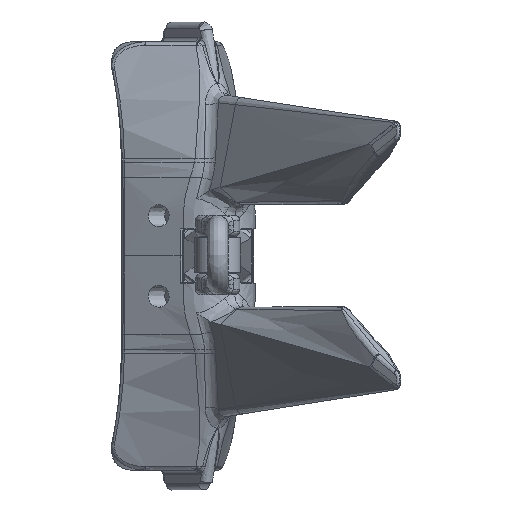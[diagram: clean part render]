
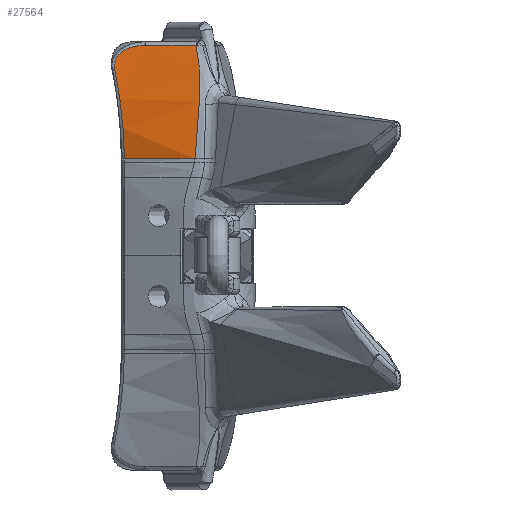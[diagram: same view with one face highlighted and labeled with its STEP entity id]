
A CAD part, top view. The second image highlights one B-rep face of the part: STEP entity #27564.
In plain terms, the highlighted free-form (B-spline) face has degree [5, 1] with [18, 2] control points.
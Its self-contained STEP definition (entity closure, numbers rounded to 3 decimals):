
#26454 = VERTEX_POINT('',#26455);
#26455 = CARTESIAN_POINT('',(-36.001,155.329,
    39.622));
#27564 = ADVANCED_FACE('',(#27565),#27647,.T.);
#27565 = FACE_BOUND('',#27566,.T.);
#27566 = EDGE_LOOP('',(#27567,#27574,#27594,#27603,#27626));
#27567 = ORIENTED_EDGE('',*,*,#27568,.F.);
#27568 = EDGE_CURVE('',#26454,#27569,#27571,.T.);
#27569 = VERTEX_POINT('',#27570);
#27570 = CARTESIAN_POINT('',(-148.967,155.329,
    -12.981));
#27571 = B_SPLINE_CURVE_WITH_KNOTS('',1,(#27572,#27573),.UNSPECIFIED.,
  .F.,.F.,(2,2),(-58.855,49.468),
  .PIECEWISE_BEZIER_KNOTS.);
#27572 = CARTESIAN_POINT('',(-36.001,155.329,
    39.622));
#27573 = CARTESIAN_POINT('',(-148.967,155.329,
    -12.981));
#27574 = ORIENTED_EDGE('',*,*,#27575,.T.);
#27575 = EDGE_CURVE('',#26454,#27576,#27578,.T.);
#27576 = VERTEX_POINT('',#27577);
#27577 = CARTESIAN_POINT('',(-34.427,336.321,
    -13.583));
#27578 = B_SPLINE_CURVE_WITH_KNOTS('',5,(#27579,#27580,#27581,#27582,
    #27583,#27584,#27585,#27586,#27587,#27588,#27589,#27590,#27591,
    #27592,#27593),.UNSPECIFIED.,.F.,.F.,(6,3,3,3,6),(0.,25.36,
    82.43,137.823,185.828),.UNSPECIFIED.);
#27579 = CARTESIAN_POINT('',(-36.001,155.329,
    39.622));
#27580 = CARTESIAN_POINT('',(-35.233,160.338,
    38.457));
#27581 = CARTESIAN_POINT('',(-34.621,165.346,
    37.257));
#27582 = CARTESIAN_POINT('',(-34.175,170.355,
    36.026));
#27583 = CARTESIAN_POINT('',(-33.128,186.647,
    31.933));
#27584 = CARTESIAN_POINT('',(-32.566,202.939,
    27.538));
#27585 = CARTESIAN_POINT('',(-31.868,214.155,
    24.346));
#27586 = CARTESIAN_POINT('',(-30.123,236.143,
    17.77));
#27587 = CARTESIAN_POINT('',(-28.423,258.131,
    10.781));
#27588 = CARTESIAN_POINT('',(-27.797,268.901,
    7.305));
#27589 = CARTESIAN_POINT('',(-27.544,288.909,
    0.894));
#27590 = CARTESIAN_POINT('',(-29.355,308.917,
    -5.327));
#27591 = CARTESIAN_POINT('',(-30.7,318.118,
    -8.127));
#27592 = CARTESIAN_POINT('',(-32.484,327.233,
    -10.857));
#27593 = CARTESIAN_POINT('',(-34.427,336.321,
    -13.583));
#27594 = ORIENTED_EDGE('',*,*,#27595,.T.);
#27595 = EDGE_CURVE('',#27576,#27596,#27598,.T.);
#27596 = VERTEX_POINT('',#27597);
#27597 = CARTESIAN_POINT('',(-116.305,336.632,
    -35.318));
#27598 = B_SPLINE_CURVE_WITH_KNOTS('',3,(#27599,#27600,#27601,#27602),
  .UNSPECIFIED.,.F.,.F.,(4,4),(0.,104.985),
  .PIECEWISE_BEZIER_KNOTS.);
#27599 = CARTESIAN_POINT('',(-34.427,336.321,
    -13.583));
#27600 = CARTESIAN_POINT('',(-61.719,336.425,
    -20.823));
#27601 = CARTESIAN_POINT('',(-89.012,336.529,
    -28.069));
#27602 = CARTESIAN_POINT('',(-116.305,336.632,
    -35.318));
#27603 = ORIENTED_EDGE('',*,*,#27604,.F.);
#27604 = EDGE_CURVE('',#27605,#27596,#27607,.T.);
#27605 = VERTEX_POINT('',#27606);
#27606 = CARTESIAN_POINT('',(-164.593,297.817,
    -36.997));
#27607 = B_SPLINE_CURVE_WITH_KNOTS('',5,(#27608,#27609,#27610,#27611,
    #27612,#27613,#27614,#27615,#27616,#27617,#27618,#27619,#27620,
    #27621,#27622,#27623,#27624,#27625),.UNSPECIFIED.,.F.,.F.,(6,3,3,3,3
    ,6),(175.447,190.024,213.461,236.654,
    270.977,281.05),.UNSPECIFIED.);
#27608 = CARTESIAN_POINT('',(-164.593,297.817,
    -36.997));
#27609 = CARTESIAN_POINT('',(-164.979,299.645,
    -37.559));
#27610 = CARTESIAN_POINT('',(-165.217,301.488,
    -38.094));
#27611 = CARTESIAN_POINT('',(-165.3,303.334,
    -38.597));
#27612 = CARTESIAN_POINT('',(-165.102,308.122,
    -39.816));
#27613 = CARTESIAN_POINT('',(-163.827,312.741,
    -40.763));
#27614 = CARTESIAN_POINT('',(-162.635,315.464,
    -41.225));
#27615 = CARTESIAN_POINT('',(-159.525,320.544,
    -41.882));
#27616 = CARTESIAN_POINT('',(-155.142,324.841,
    -42.013));
#27617 = CARTESIAN_POINT('',(-152.694,326.759,
    -41.948));
#27618 = CARTESIAN_POINT('',(-146.1,330.963,
    -41.485));
#27619 = CARTESIAN_POINT('',(-138.46,333.826,
    -40.341));
#27620 = CARTESIAN_POINT('',(-133.662,335.074,
    -39.448));
#27621 = CARTESIAN_POINT('',(-127.279,336.143,
    -38.078));
#27622 = CARTESIAN_POINT('',(-120.765,336.551,
    -36.475));
#27623 = CARTESIAN_POINT('',(-119.281,336.611,
    -36.1));
#27624 = CARTESIAN_POINT('',(-117.794,336.637,
    -35.714));
#27625 = CARTESIAN_POINT('',(-116.305,336.632,
    -35.318));
#27626 = ORIENTED_EDGE('',*,*,#27627,.F.);
#27627 = EDGE_CURVE('',#27569,#27605,#27628,.T.);
#27628 = B_SPLINE_CURVE_WITH_KNOTS('',5,(#27629,#27630,#27631,#27632,
    #27633,#27634,#27635,#27636,#27637,#27638,#27639,#27640,#27641,
    #27642,#27643,#27644,#27645,#27646),.UNSPECIFIED.,.F.,.F.,(6,3,3,3,3
    ,6),(0.,45.495,94.777,115.721,
    186.366,202.835),.UNSPECIFIED.);
#27629 = CARTESIAN_POINT('',(-148.967,155.329,
    -12.981));
#27630 = CARTESIAN_POINT('',(-149.087,161.811,
    -13.241));
#27631 = CARTESIAN_POINT('',(-149.265,168.293,
    -13.58));
#27632 = CARTESIAN_POINT('',(-149.503,174.776,
    -14.));
#27633 = CARTESIAN_POINT('',(-150.134,188.284,
    -15.067));
#27634 = CARTESIAN_POINT('',(-151.049,201.756,
    -16.544));
#27635 = CARTESIAN_POINT('',(-151.604,208.747,
    -17.427));
#27636 = CARTESIAN_POINT('',(-152.504,218.673,
    -18.846));
#27637 = CARTESIAN_POINT('',(-153.564,228.561,
    -20.492));
#27638 = CARTESIAN_POINT('',(-153.895,231.511,
    -21.005));
#27639 = CARTESIAN_POINT('',(-155.402,244.382,
    -23.33));
#27640 = CARTESIAN_POINT('',(-157.186,257.2,
    -26.043));
#27641 = CARTESIAN_POINT('',(-158.726,267.027,
    -28.359));
#27642 = CARTESIAN_POINT('',(-160.829,279.072,
    -31.484));
#27643 = CARTESIAN_POINT('',(-163.195,291.042,
    -34.954));
#27644 = CARTESIAN_POINT('',(-163.652,293.304,
    -35.623));
#27645 = CARTESIAN_POINT('',(-164.118,295.563,
    -36.304));
#27646 = CARTESIAN_POINT('',(-164.593,297.817,
    -36.997));
#27647 = B_SPLINE_SURFACE_WITH_KNOTS('',5,1,(
    (#27648,#27649)
    ,(#27650,#27651)
    ,(#27652,#27653)
    ,(#27654,#27655)
    ,(#27656,#27657)
    ,(#27658,#27659)
    ,(#27660,#27661)
    ,(#27662,#27663)
    ,(#27664,#27665)
    ,(#27666,#27667)
    ,(#27668,#27669)
    ,(#27670,#27671)
    ,(#27672,#27673)
    ,(#27674,#27675)
    ,(#27676,#27677)
    ,(#27678,#27679)
    ,(#27680,#27681)
    ,(#27682,#27683
    )),.UNSPECIFIED.,.F.,.F.,.F.,(6,3,3,3,3,6),(2,2),(0.,25.36,
    82.43,137.823,191.905,225.912),(
    -58.855,58.855),.UNSPECIFIED.);
#27648 = CARTESIAN_POINT('',(-36.001,155.329,
    39.622));
#27649 = CARTESIAN_POINT('',(-158.756,155.329,
    -17.539));
#27650 = CARTESIAN_POINT('',(-35.233,160.338,
    38.457));
#27651 = CARTESIAN_POINT('',(-158.797,160.338,
    -17.598));
#27652 = CARTESIAN_POINT('',(-34.621,165.346,
    37.257));
#27653 = CARTESIAN_POINT('',(-158.88,165.346,
    -17.717));
#27654 = CARTESIAN_POINT('',(-34.175,170.355,
    36.026));
#27655 = CARTESIAN_POINT('',(-159.006,170.355,
    -17.896));
#27656 = CARTESIAN_POINT('',(-33.128,186.647,
    31.933));
#27657 = CARTESIAN_POINT('',(-159.553,186.647,
    -18.678));
#27658 = CARTESIAN_POINT('',(-32.566,202.939,
    27.538));
#27659 = CARTESIAN_POINT('',(-160.551,202.939,
    -20.103));
#27660 = CARTESIAN_POINT('',(-31.868,214.155,
    24.346));
#27661 = CARTESIAN_POINT('',(-161.458,214.155,
    -21.398));
#27662 = CARTESIAN_POINT('',(-30.123,236.143,
    17.77));
#27663 = CARTESIAN_POINT('',(-163.66,236.143,
    -24.543));
#27664 = CARTESIAN_POINT('',(-28.423,258.131,
    10.781));
#27665 = CARTESIAN_POINT('',(-166.731,258.131,
    -28.928));
#27666 = CARTESIAN_POINT('',(-27.797,268.901,
    7.305));
#27667 = CARTESIAN_POINT('',(-168.453,268.901,
    -31.388));
#27668 = CARTESIAN_POINT('',(-27.529,290.085,
    0.517));
#27669 = CARTESIAN_POINT('',(-172.27,290.085,
    -36.839));
#27670 = CARTESIAN_POINT('',(-29.575,311.269,
    -6.058));
#27671 = CARTESIAN_POINT('',(-176.988,311.269,
    -43.578));
#27672 = CARTESIAN_POINT('',(-31.235,321.608,
    -9.186));
#27673 = CARTESIAN_POINT('',(-179.524,321.608,
    -47.199));
#27674 = CARTESIAN_POINT('',(-34.81,338.273,
    -14.149));
#27675 = CARTESIAN_POINT('',(-183.98,338.273,
    -53.564));
#27676 = CARTESIAN_POINT('',(-38.523,354.939,
    -19.19));
#27677 = CARTESIAN_POINT('',(-189.098,354.939,-60.873
    ));
#27678 = CARTESIAN_POINT('',(-39.958,361.312,
    -21.131));
#27679 = CARTESIAN_POINT('',(-191.159,361.312,
    -63.816));
#27680 = CARTESIAN_POINT('',(-41.403,367.633,
    -23.069));
#27681 = CARTESIAN_POINT('',(-193.306,367.633,
    -66.882));
#27682 = CARTESIAN_POINT('',(-42.868,373.954,
    -25.02));
#27683 = CARTESIAN_POINT('',(-195.562,373.954,
    -70.104));
